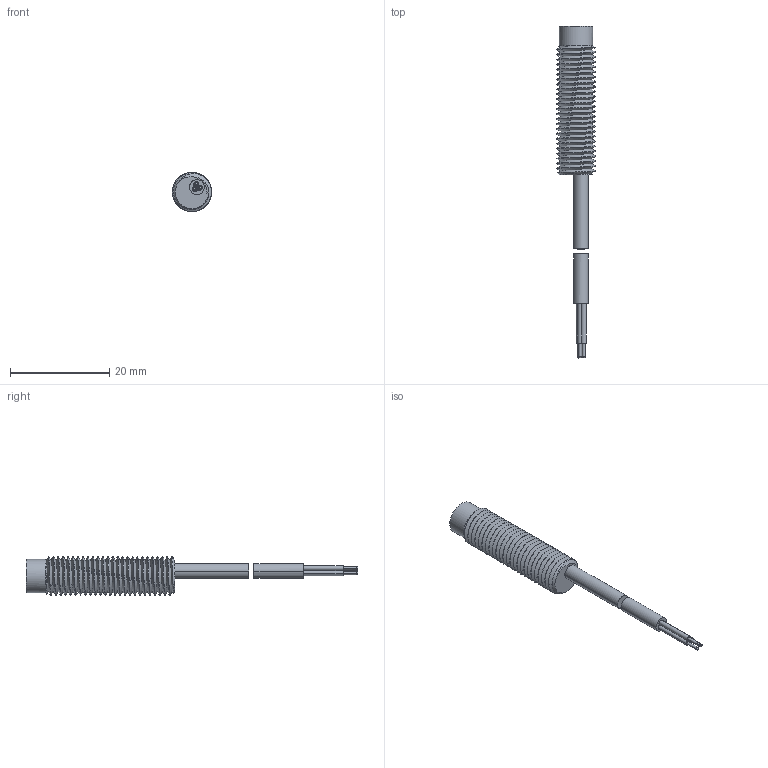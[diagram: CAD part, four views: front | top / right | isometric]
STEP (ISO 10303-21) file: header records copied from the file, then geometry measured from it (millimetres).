
FILE_DESCRIPTION( ('This file contains a STEP AP42 implementation' ,'as created by ZW3D STEP Interface translator.') ,'2;1' );
FILE_NAME( 'FCS2-0802X-X3SX.stp' ,'20 6 3.15 135', (''), ('ZWCAD Software Co.'), 'Version 1.0', 'ZW3D to STEP translator', '' );
FILE_SCHEMA(('AUTOMOTIVE_DESIGN'));
Length unit declared in the file: millimetre
Products named in the file (2): 0; FCS2-0802X-X2SX
Bounding box: 7.9 x 67 x 7.9 mm (x, y, z)
Volume: 1353.1 mm3; surface area: 1699 mm2
Topology: 2 solids, 2 shells, 101 faces, 264 edges, 168 vertices
Faces by surface type: bspline 101
Entity records: 8754 total; most frequent: CARTESIAN_POINT 7118, ORIENTED_EDGE 516, EDGE_CURVE 258, B_SPLINE_CURVE_WITH_KNOTS 212, VERTEX_POINT 168, EDGE_LOOP 108, FACE_OUTER_BOUND 101, ADVANCED_FACE 101
